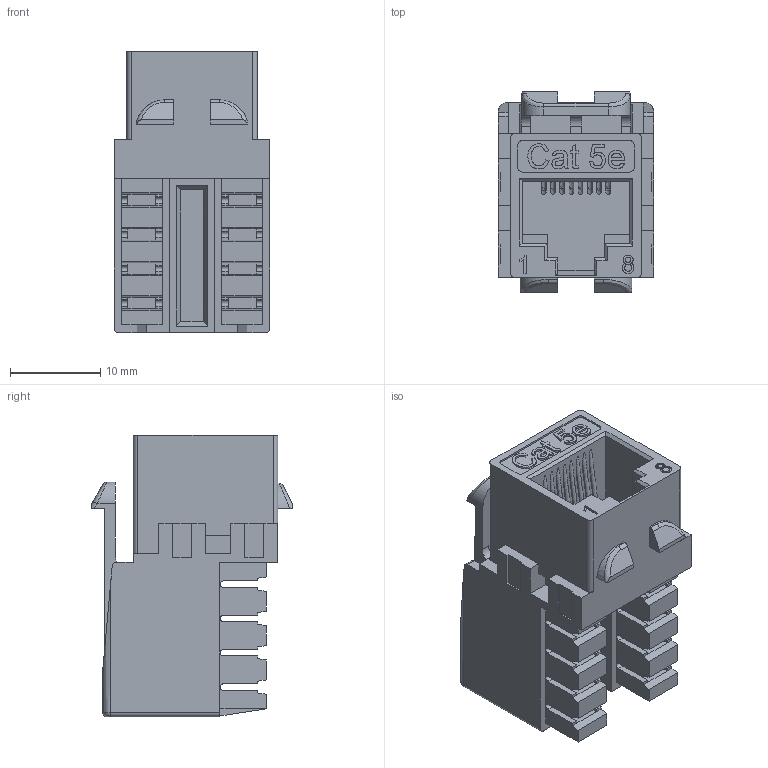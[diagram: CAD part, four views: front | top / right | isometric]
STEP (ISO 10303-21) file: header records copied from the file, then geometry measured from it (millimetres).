
FILE_DESCRIPTION (( 'STEP AP203' ), '1' );
FILE_NAME ('RJE110C5E90-PK.STEP', '2013-07-12T20:11:20', ( 'x' ), ( '' ), 'SwSTEP 2.0', 'SolidWorks 2012', '' );
FILE_SCHEMA (( 'CONFIG_CONTROL_DESIGN' ));
Length unit declared in the file: millimetre
Products named in the file (1): RJE110C5E90-PK
Bounding box: 17.2 x 22.2 x 31.2 mm (x, y, z)
Volume: 6061.8 mm3; surface area: 4816 mm2
Topology: 1 solids, 1 shells, 576 faces, 1560 edges, 1010 vertices
Faces by surface type: plane 391, bspline 138, cylinder 45, torus 2
Entity records: 24239 total; most frequent: CARTESIAN_POINT 10537, ORIENTED_EDGE 3120, DIRECTION 2296, EDGE_CURVE 1560, LINE 1158, VECTOR 1158, VERTEX_POINT 1010, EDGE_LOOP 616
